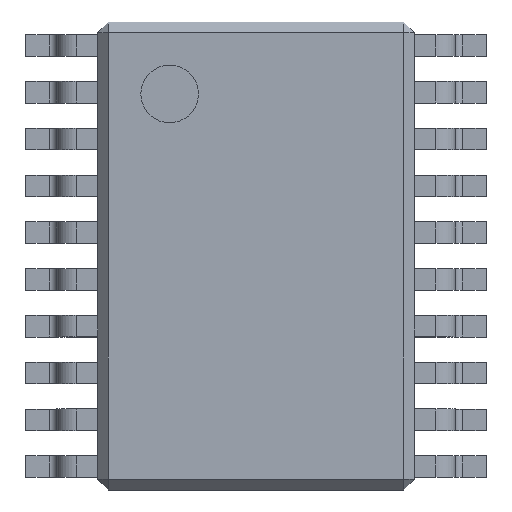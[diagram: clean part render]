
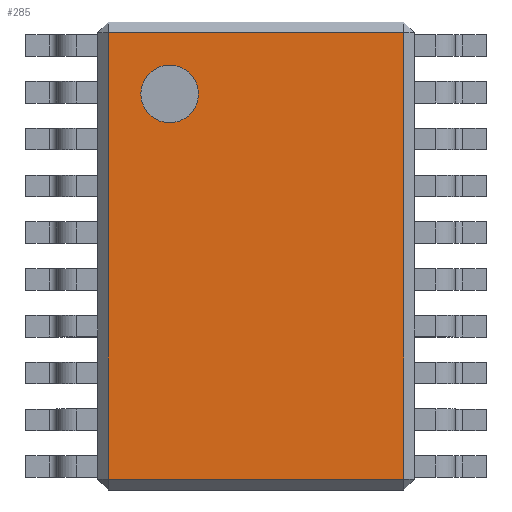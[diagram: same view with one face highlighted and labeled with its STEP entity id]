
A CAD part, top view. The second image highlights one B-rep face of the part: STEP entity #285.
In plain terms, the highlighted planar face has unit normal (0, 0, 1).
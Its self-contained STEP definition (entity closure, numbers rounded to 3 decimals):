
#13=DIRECTION('',(0.,0.,1.));
#14=DIRECTION('',(1.,0.,0.));
#83=VECTOR('',#84,1.);
#84=DIRECTION('',(0.,1.,0.));
#158=VERTEX_POINT('',#159);
#159=CARTESIAN_POINT('',(-2.05,-3.1,1.2));
#166=VERTEX_POINT('',#167);
#167=CARTESIAN_POINT('',(-2.05,3.1,1.2));
#172=ORIENTED_EDGE('',*,*,#173,.F.);
#173=EDGE_CURVE('',#158,#166,#174,.T.);
#174=LINE('',#175,#83);
#175=CARTESIAN_POINT('',(-2.05,-3.25,1.2));
#243=VECTOR('',#14,1.);
#285=ADVANCED_FACE('',(#286,#304),#313,.T.);
#286=FACE_BOUND('',#287,.T.);
#287=EDGE_LOOP('',(#172,#288,#294,#300));
#288=ORIENTED_EDGE('',*,*,#289,.T.);
#289=EDGE_CURVE('',#158,#290,#292,.T.);
#290=VERTEX_POINT('',#291);
#291=CARTESIAN_POINT('',(2.05,-3.1,1.2));
#292=LINE('',#293,#243);
#293=CARTESIAN_POINT('',(-2.2,-3.1,1.2));
#294=ORIENTED_EDGE('',*,*,#295,.T.);
#295=EDGE_CURVE('',#290,#296,#298,.T.);
#296=VERTEX_POINT('',#297);
#297=CARTESIAN_POINT('',(2.05,3.1,1.2));
#298=LINE('',#299,#83);
#299=CARTESIAN_POINT('',(2.05,-3.25,1.2));
#300=ORIENTED_EDGE('',*,*,#301,.F.);
#301=EDGE_CURVE('',#166,#296,#302,.T.);
#302=LINE('',#303,#243);
#303=CARTESIAN_POINT('',(-2.2,3.1,1.2));
#304=FACE_BOUND('',#305,.T.);
#305=EDGE_LOOP('',(#306));
#306=ORIENTED_EDGE('',*,*,#307,.F.);
#307=EDGE_CURVE('',#308,#308,#310,.T.);
#308=VERTEX_POINT('',#309);
#309=CARTESIAN_POINT('',(-0.8,2.25,1.2));
#310=CIRCLE('',#311,0.4);
#311=AXIS2_PLACEMENT_3D('',#312,#13,#14);
#312=CARTESIAN_POINT('',(-1.2,2.25,1.2));
#313=PLANE('',#314);
#314=AXIS2_PLACEMENT_3D('',#315,#13,#14);
#315=CARTESIAN_POINT('',(-2.2,-3.25,1.2));
